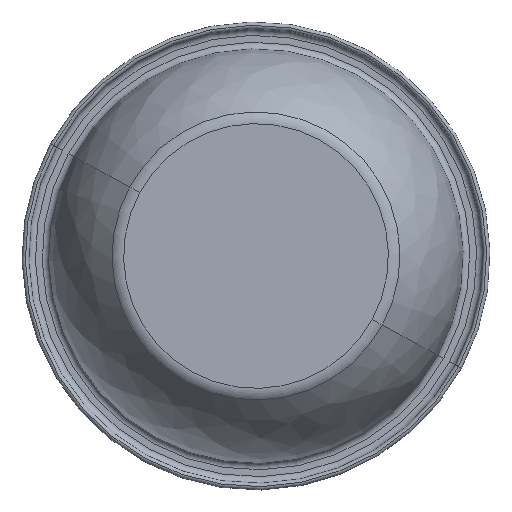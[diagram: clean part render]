
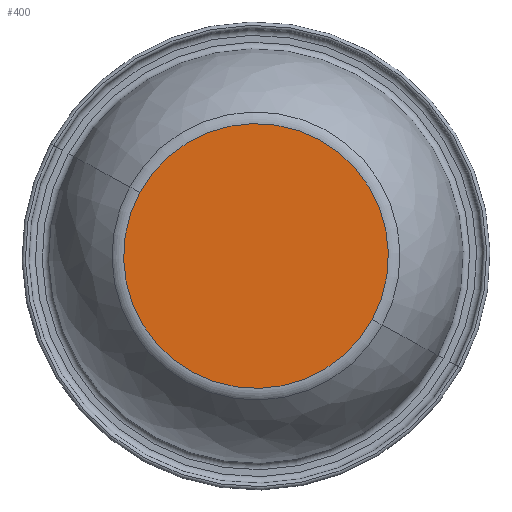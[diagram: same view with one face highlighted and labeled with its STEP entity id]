
A CAD part, front view. The second image highlights one B-rep face of the part: STEP entity #400.
In plain terms, the highlighted planar face has unit normal (0, -1, 0).
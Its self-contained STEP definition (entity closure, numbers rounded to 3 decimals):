
#377=CARTESIAN_POINT('Axis2P3D Location',(0.,-2.,0.)) ;
#382=CARTESIAN_POINT('Axis2P3D Location',(0.,-2.,0.)) ;
#386=CARTESIAN_POINT('Vertex',(34.75,-2.,-18.984)) ;
#388=CARTESIAN_POINT('Vertex',(-34.75,-2.,18.984)) ;
#391=CARTESIAN_POINT('Axis2P3D Location',(0.,-2.,0.)) ;
#378=DIRECTION('Axis2P3D Direction',(0.,1.,0.)) ;
#379=DIRECTION('Axis2P3D XDirection',(1.,-0.,0.)) ;
#383=DIRECTION('Axis2P3D Direction',(0.,1.,0.)) ;
#392=DIRECTION('Axis2P3D Direction',(0.,1.,0.)) ;
#380=AXIS2_PLACEMENT_3D('Plane Axis2P3D',#377,#378,#379) ;
#384=AXIS2_PLACEMENT_3D('Circle Axis2P3D',#382,#383,$) ;
#393=AXIS2_PLACEMENT_3D('Circle Axis2P3D',#391,#392,$) ;
#397=ORIENTED_EDGE('',*,*,#390,.F.) ;
#398=ORIENTED_EDGE('',*,*,#395,.F.) ;
#400=ADVANCED_FACE('Corps principal',(#399),#381,.F.) ;
#385=CIRCLE('generated circle',#384,39.598) ;
#394=CIRCLE('generated circle',#393,39.598) ;
#390=EDGE_CURVE('',#387,#389,#385,.T.) ;
#395=EDGE_CURVE('',#389,#387,#394,.T.) ;
#396=EDGE_LOOP('',(#397,#398)) ;
#399=FACE_OUTER_BOUND('',#396,.T.) ;
#381=PLANE('Plane',#380) ;
#387=VERTEX_POINT('',#386) ;
#389=VERTEX_POINT('',#388) ;
